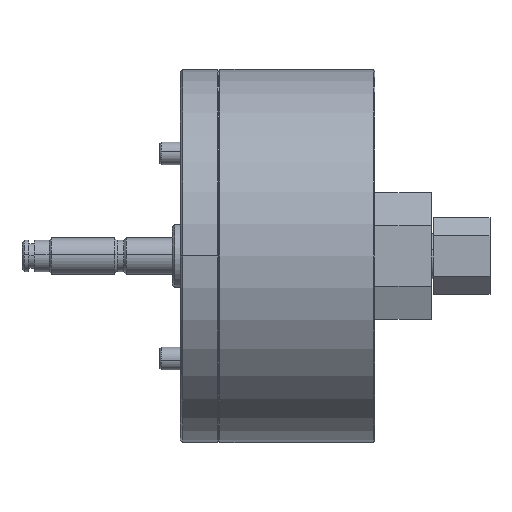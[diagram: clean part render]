
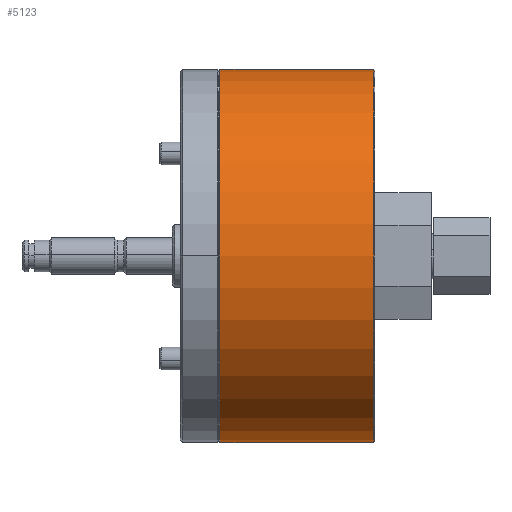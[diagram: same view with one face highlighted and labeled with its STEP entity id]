
A CAD part, front view. The second image highlights one B-rep face of the part: STEP entity #5123.
In plain terms, the highlighted cylindrical face has radius 82.5 mm (diameter 165 mm), a partial arc.
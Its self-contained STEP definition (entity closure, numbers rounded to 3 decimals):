
#860 = CIRCLE ( 'NONE', #10331, 82.5 ) ;
#1121 = DIRECTION ( 'NONE',  ( -1., 0., 0. ) ) ;
#1156 = CARTESIAN_POINT ( 'NONE',  ( 68.5, 0., -82.5 ) ) ;
#1312 = VECTOR ( 'NONE', #1121, 1000. ) ;
#1720 = VECTOR ( 'NONE', #1824, 1000. ) ;
#1751 = CIRCLE ( 'NONE', #3922, 82.5 ) ;
#1824 = DIRECTION ( 'NONE',  ( -1., 0., 0. ) ) ;
#1885 = CARTESIAN_POINT ( 'NONE',  ( 68.5, 0., 82.5 ) ) ;
#2651 = CARTESIAN_POINT ( 'NONE',  ( 0., 0., 0. ) ) ;
#2737 = EDGE_LOOP ( 'NONE', ( #13609, #12517, #3810, #7700 ) ) ;
#3002 = CARTESIAN_POINT ( 'NONE',  ( 0., 0., -82.5 ) ) ;
#3305 = CARTESIAN_POINT ( 'NONE',  ( 68.5, 0., 0. ) ) ;
#3810 = ORIENTED_EDGE ( 'NONE', *, *, #4878, .T. ) ;
#3922 = AXIS2_PLACEMENT_3D ( 'NONE', #13948, #6839, #15128 ) ;
#4466 = DIRECTION ( 'NONE',  ( 0., 0., -1. ) ) ;
#4878 = EDGE_CURVE ( 'NONE', #6716, #12062, #7527, .T. ) ;
#5123 = ADVANCED_FACE ( 'NONE', ( #6698 ), #12281, .T. ) ;
#5655 = EDGE_CURVE ( 'NONE', #9461, #6716, #860, .T. ) ;
#6332 = EDGE_CURVE ( 'NONE', #12062, #7217, #1751, .T. ) ;
#6698 = FACE_OUTER_BOUND ( 'NONE', #2737, .T. ) ;
#6716 = VERTEX_POINT ( 'NONE', #1885 ) ;
#6839 = DIRECTION ( 'NONE',  ( 1., 0., 0. ) ) ;
#6941 = AXIS2_PLACEMENT_3D ( 'NONE', #2651, #9676, #7280 ) ;
#7217 = VERTEX_POINT ( 'NONE', #13407 ) ;
#7280 = DIRECTION ( 'NONE',  ( 0., 0., 1. ) ) ;
#7309 = EDGE_CURVE ( 'NONE', #9461, #7217, #7934, .T. ) ;
#7527 = LINE ( 'NONE', #8118, #1312 ) ;
#7700 = ORIENTED_EDGE ( 'NONE', *, *, #6332, .T. ) ;
#7934 = LINE ( 'NONE', #3002, #1720 ) ;
#8118 = CARTESIAN_POINT ( 'NONE',  ( 0., 0., 82.5 ) ) ;
#9461 = VERTEX_POINT ( 'NONE', #1156 ) ;
#9676 = DIRECTION ( 'NONE',  ( -1., 0., 0. ) ) ;
#10185 = CARTESIAN_POINT ( 'NONE',  ( 0.5, 0., 82.5 ) ) ;
#10331 = AXIS2_PLACEMENT_3D ( 'NONE', #3305, #11534, #4466 ) ;
#11534 = DIRECTION ( 'NONE',  ( -1., 0., 0. ) ) ;
#12062 = VERTEX_POINT ( 'NONE', #10185 ) ;
#12281 = CYLINDRICAL_SURFACE ( 'NONE', #6941, 82.5 ) ;
#12517 = ORIENTED_EDGE ( 'NONE', *, *, #5655, .T. ) ;
#13407 = CARTESIAN_POINT ( 'NONE',  ( 0.5, 0., -82.5 ) ) ;
#13609 = ORIENTED_EDGE ( 'NONE', *, *, #7309, .F. ) ;
#13948 = CARTESIAN_POINT ( 'NONE',  ( 0.5, 0., 0. ) ) ;
#15128 = DIRECTION ( 'NONE',  ( 0., 0., 1. ) ) ;
